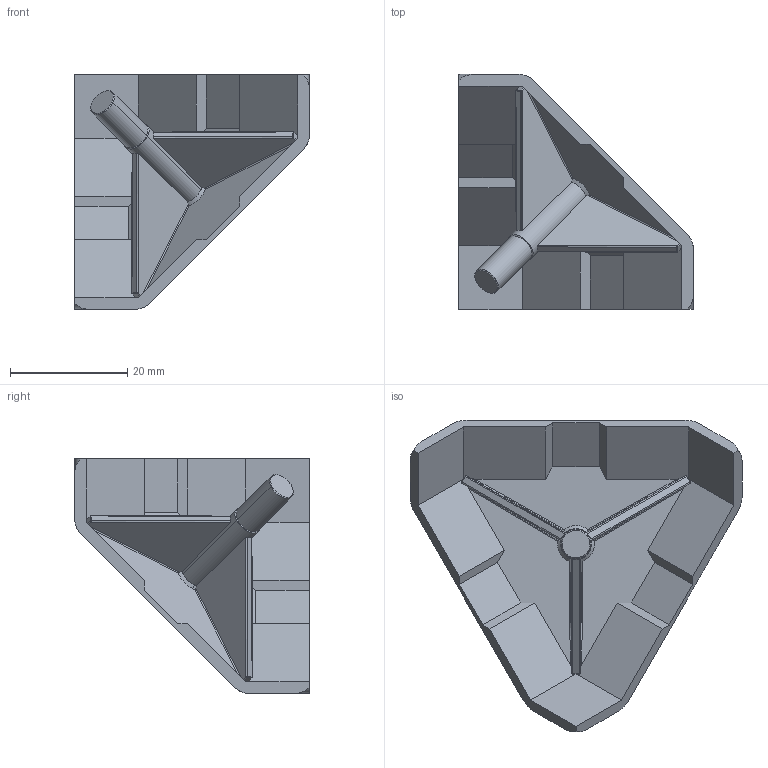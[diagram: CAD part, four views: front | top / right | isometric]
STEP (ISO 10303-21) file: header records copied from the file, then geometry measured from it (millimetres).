
FILE_DESCRIPTION (( 'STEP AP214' ), '1' );
FILE_NAME ('7268403', '2019-01-30T09:04:24', ( '' ), ('JUGARD+KÜNSTNER GmbH'), 'SwSTEP 2.0', 'SolidWorks 2017', '' );
FILE_SCHEMA (( 'AUTOMOTIVE_DESIGN' ));
Length unit declared in the file: millimetre
Products named in the file (1): 7268403
Bounding box: 40 x 40 x 40 mm (x, y, z)
Surface area: 6392.6 mm2 (no closed solid volume)
Topology: 0 solids, 1 shells, 116 faces, 314 edges, 194 vertices
Faces by surface type: plane 47, cylinder 43, bspline 17, cone 9
Entity records: 4276 total; most frequent: CARTESIAN_POINT 1709, ORIENTED_EDGE 593, DIRECTION 431, EDGE_CURVE 298, VERTEX_POINT 186, LINE 169, VECTOR 169, AXIS2_PLACEMENT_3D 131
